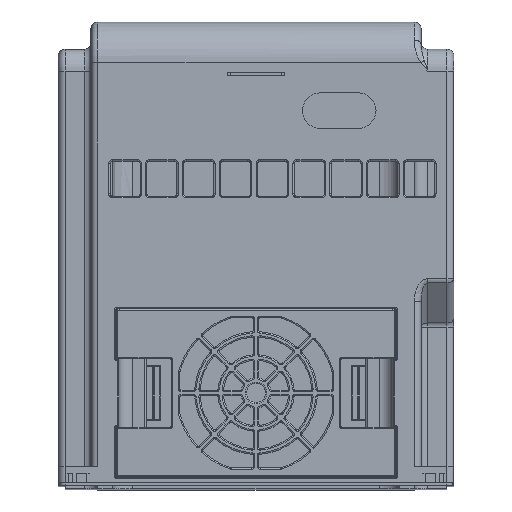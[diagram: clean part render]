
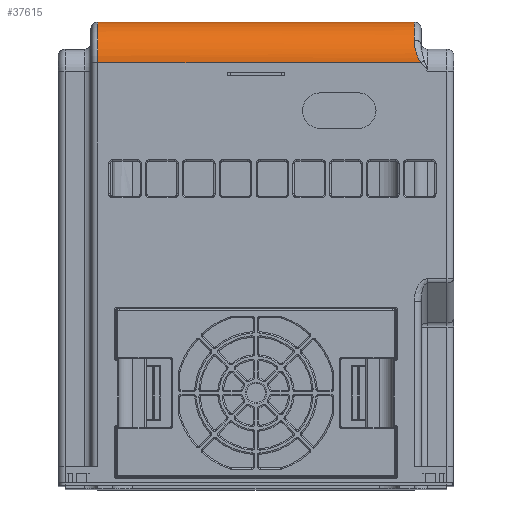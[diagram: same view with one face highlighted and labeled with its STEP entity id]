
A CAD part, top view. The second image highlights one B-rep face of the part: STEP entity #37615.
In plain terms, the highlighted cylindrical face has radius 15 mm (diameter 30 mm), a partial arc.
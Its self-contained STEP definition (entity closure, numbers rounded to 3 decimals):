
#386 = CARTESIAN_POINT ( 'NONE',  ( 59.455, 156.661, 114.908 ) ) ;
#548 = CARTESIAN_POINT ( 'NONE',  ( -58., 155., 100. ) ) ;
#1790 = VERTEX_POINT ( 'NONE', #72288 ) ;
#2844 = DIRECTION ( 'NONE',  ( -1., 0., 0. ) ) ;
#3768 = EDGE_CURVE ( 'NONE', #35258, #28390, #52351, .T. ) ;
#4170 = CARTESIAN_POINT ( 'NONE',  ( 58., 155., 100. ) ) ;
#4334 = CARTESIAN_POINT ( 'NONE',  ( 20.895, 155., 115. ) ) ;
#5450 = VECTOR ( 'NONE', #2844, 1000. ) ;
#5764 = DIRECTION ( 'NONE',  ( -1., 0., 0. ) ) ;
#6566 = CARTESIAN_POINT ( 'NONE',  ( 58., 170., 100. ) ) ;
#7762 = B_SPLINE_CURVE_WITH_KNOTS ( 'NONE', 3,
 ( #63251, #25912, #50684, #51086, #57170, #14157, #63656, #30814, #31211, #386, #25122, #49895, #14554, #8464, #53088, #77810, #8865, #40508, #45397, #27896, #27498, #46195, #33202, #40909 ),
 .UNSPECIFIED., .F., .F.,
 ( 4, 2, 2, 1, 1, 2, 2, 2, 2, 1, 1, 2, 2, 4 ),
 ( 0., 0.125, 0.187, 0.219, 0.234, 0.242, 0.25, 0.375, 0.437, 0.469, 0.484, 0.492, 0.5, 1. ),
 .UNSPECIFIED. ) ;
#8464 = CARTESIAN_POINT ( 'NONE',  ( 58.961, 157.896, 114.719 ) ) ;
#8865 = CARTESIAN_POINT ( 'NONE',  ( 58.77, 158.474, 114.593 ) ) ;
#10496 = DIRECTION ( 'NONE',  ( 0., 0., 1. ) ) ;
#14157 = CARTESIAN_POINT ( 'NONE',  ( 59.615, 156.318, 114.942 ) ) ;
#14554 = CARTESIAN_POINT ( 'NONE',  ( 59.152, 157.373, 114.815 ) ) ;
#14846 = CARTESIAN_POINT ( 'NONE',  ( 60.342, 155., 115. ) ) ;
#15683 = CARTESIAN_POINT ( 'NONE',  ( -58., 170., 100. ) ) ;
#19117 = AXIS2_PLACEMENT_3D ( 'NONE', #52692, #21433, #10496 ) ;
#21370 = AXIS2_PLACEMENT_3D ( 'NONE', #4170, #5764, #67838 ) ;
#21433 = DIRECTION ( 'NONE',  ( -1., 0., 0. ) ) ;
#23375 = CARTESIAN_POINT ( 'NONE',  ( -18.553, 155., 115. ) ) ;
#25122 = CARTESIAN_POINT ( 'NONE',  ( 59.447, 156.679, 114.906 ) ) ;
#25279 = DIRECTION ( 'NONE',  ( 0., 0., 1. ) ) ;
#25912 = CARTESIAN_POINT ( 'NONE',  ( 60.18, 155.255, 115. ) ) ;
#27498 = CARTESIAN_POINT ( 'NONE',  ( 58.682, 158.766, 114.52 ) ) ;
#27896 = CARTESIAN_POINT ( 'NONE',  ( 58.688, 158.745, 114.525 ) ) ;
#28390 = VERTEX_POINT ( 'NONE', #15683 ) ;
#29129 = CYLINDRICAL_SURFACE ( 'NONE', #19117, 15. ) ;
#29701 = ORIENTED_EDGE ( 'NONE', *, *, #69124, .F. ) ;
#30814 = CARTESIAN_POINT ( 'NONE',  ( 59.499, 156.564, 114.918 ) ) ;
#31211 = CARTESIAN_POINT ( 'NONE',  ( 59.473, 156.622, 114.912 ) ) ;
#31487 = EDGE_CURVE ( 'NONE', #58249, #1790, #62543, .T. ) ;
#31771 = DIRECTION ( 'NONE',  ( -1., 0., 0. ) ) ;
#33202 = CARTESIAN_POINT ( 'NONE',  ( 58., 161.879, 113.442 ) ) ;
#33731 = ORIENTED_EDGE ( 'NONE', *, *, #31487, .F. ) ;
#33981 = EDGE_CURVE ( 'NONE', #50506, #35258, #38258, .T. ) ;
#34471 = CARTESIAN_POINT ( 'NONE',  ( 58., 170., 100. ) ) ;
#35258 = VERTEX_POINT ( 'NONE', #6566 ) ;
#35670 = EDGE_CURVE ( 'NONE', #58249, #50506, #7762, .T. ) ;
#37615 = ADVANCED_FACE ( 'NONE', ( #64464 ), #29129, .T. ) ;
#38258 = CIRCLE ( 'NONE', #21370, 15. ) ;
#39295 = ORIENTED_EDGE ( 'NONE', *, *, #35670, .T. ) ;
#40508 = CARTESIAN_POINT ( 'NONE',  ( 58.722, 158.631, 114.554 ) ) ;
#40909 = CARTESIAN_POINT ( 'NONE',  ( 58., 163.321, 112.48 ) ) ;
#45397 = CARTESIAN_POINT ( 'NONE',  ( 58.702, 158.699, 114.537 ) ) ;
#45401 = ORIENTED_EDGE ( 'NONE', *, *, #3768, .T. ) ;
#46195 = CARTESIAN_POINT ( 'NONE',  ( 58.225, 160.331, 114.111 ) ) ;
#47305 = ORIENTED_EDGE ( 'NONE', *, *, #33981, .T. ) ;
#49895 = CARTESIAN_POINT ( 'NONE',  ( 59.29, 157.032, 114.866 ) ) ;
#50506 = VERTEX_POINT ( 'NONE', #52356 ) ;
#50684 = CARTESIAN_POINT ( 'NONE',  ( 60.023, 155.524, 114.994 ) ) ;
#51086 = CARTESIAN_POINT ( 'NONE',  ( 59.797, 155.949, 114.971 ) ) ;
#52351 = LINE ( 'NONE', #34471, #5450 ) ;
#52356 = CARTESIAN_POINT ( 'NONE',  ( 58., 163.321, 112.48 ) ) ;
#52692 = CARTESIAN_POINT ( 'NONE',  ( 60.937, 155., 100. ) ) ;
#53088 = CARTESIAN_POINT ( 'NONE',  ( 58.9, 158.072, 114.683 ) ) ;
#54962 = AXIS2_PLACEMENT_3D ( 'NONE', #548, #31771, #25279 ) ;
#57170 = CARTESIAN_POINT ( 'NONE',  ( 59.723, 156.095, 114.961 ) ) ;
#57556 = CIRCLE ( 'NONE', #54962, 15. ) ;
#58249 = VERTEX_POINT ( 'NONE', #14846 ) ;
#62543 = B_SPLINE_CURVE_WITH_KNOTS ( 'NONE', 3,
 ( #78953, #4334, #23375, #71677 ),
 .UNSPECIFIED., .F., .F.,
 ( 4, 4 ),
 ( 0., 1. ),
 .UNSPECIFIED. ) ;
#63251 = CARTESIAN_POINT ( 'NONE',  ( 60.342, 155., 115. ) ) ;
#63656 = CARTESIAN_POINT ( 'NONE',  ( 59.561, 156.431, 114.932 ) ) ;
#64464 = FACE_OUTER_BOUND ( 'NONE', #70763, .T. ) ;
#67838 = DIRECTION ( 'NONE',  ( 0., 0.555, 0.832 ) ) ;
#69124 = EDGE_CURVE ( 'NONE', #1790, #28390, #57556, .T. ) ;
#70763 = EDGE_LOOP ( 'NONE', ( #33731, #39295, #47305, #45401, #29701 ) ) ;
#71677 = CARTESIAN_POINT ( 'NONE',  ( -58., 155., 115. ) ) ;
#72288 = CARTESIAN_POINT ( 'NONE',  ( -58., 155., 115. ) ) ;
#77810 = CARTESIAN_POINT ( 'NONE',  ( 58.813, 158.34, 114.624 ) ) ;
#78953 = CARTESIAN_POINT ( 'NONE',  ( 60.342, 155., 115. ) ) ;
